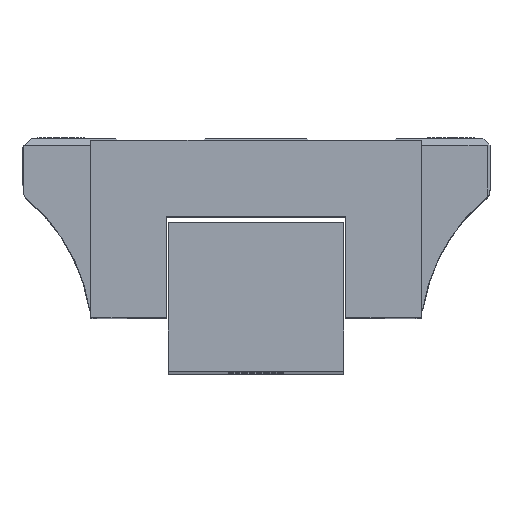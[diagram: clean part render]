
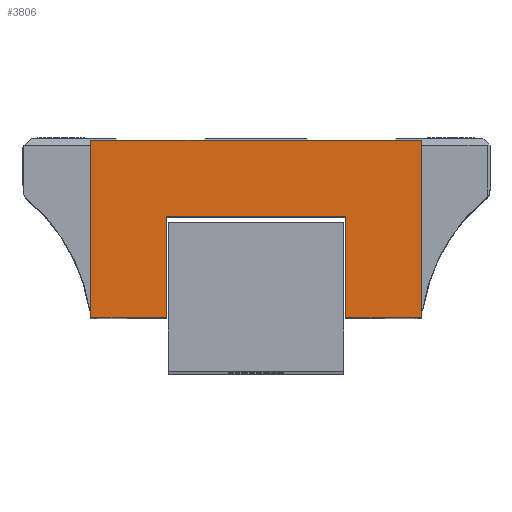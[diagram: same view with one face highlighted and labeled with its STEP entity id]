
A CAD part, top view. The second image highlights one B-rep face of the part: STEP entity #3806.
In plain terms, the highlighted planar face has unit normal (0, 0, 1).
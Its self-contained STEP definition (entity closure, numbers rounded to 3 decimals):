
#1691=DIRECTION('',(0.,-1.,0.));
#1692=VECTOR('',#1691,45.4);
#1693=CARTESIAN_POINT('',(-42.35,28.4,81.5));
#1694=LINE('',#1693,#1692);
#1695=DIRECTION('',(-1.,0.,0.));
#1696=VECTOR('',#1695,84.7);
#1697=CARTESIAN_POINT('',(42.35,28.4,81.5));
#1698=LINE('',#1697,#1696);
#1699=DIRECTION('',(0.,1.,0.));
#1700=VECTOR('',#1699,45.4);
#1701=CARTESIAN_POINT('',(42.35,-17.,81.5));
#1702=LINE('',#1701,#1700);
#1703=DIRECTION('',(1.,0.,0.));
#1704=VECTOR('',#1703,19.35);
#1705=CARTESIAN_POINT('',(23.,-17.,81.5));
#1706=LINE('',#1705,#1704);
#1707=DIRECTION('',(0.,-1.,0.));
#1708=VECTOR('',#1707,25.8);
#1709=CARTESIAN_POINT('',(23.,8.8,81.5));
#1710=LINE('',#1709,#1708);
#1711=DIRECTION('',(1.,0.,0.));
#1712=VECTOR('',#1711,46.);
#1713=CARTESIAN_POINT('',(-23.,8.8,81.5));
#1714=LINE('',#1713,#1712);
#1715=DIRECTION('',(0.,1.,0.));
#1716=VECTOR('',#1715,25.8);
#1717=CARTESIAN_POINT('',(-23.,-17.,81.5));
#1718=LINE('',#1717,#1716);
#1719=DIRECTION('',(1.,0.,0.));
#1720=VECTOR('',#1719,19.35);
#1721=CARTESIAN_POINT('',(-42.35,-17.,81.5));
#1722=LINE('',#1721,#1720);
#2666=CARTESIAN_POINT('',(-42.35,28.4,81.5));
#2667=CARTESIAN_POINT('',(-42.35,-17.,81.5));
#2668=VERTEX_POINT('',#2666);
#2669=VERTEX_POINT('',#2667);
#2670=CARTESIAN_POINT('',(-23.,-17.,81.5));
#2671=VERTEX_POINT('',#2670);
#2672=CARTESIAN_POINT('',(-23.,8.8,81.5));
#2673=VERTEX_POINT('',#2672);
#2674=CARTESIAN_POINT('',(23.,8.8,81.5));
#2675=CARTESIAN_POINT('',(23.,-17.,81.5));
#2676=VERTEX_POINT('',#2674);
#2677=VERTEX_POINT('',#2675);
#2678=CARTESIAN_POINT('',(42.35,-17.,81.5));
#2679=VERTEX_POINT('',#2678);
#2680=CARTESIAN_POINT('',(42.35,28.4,81.5));
#2681=VERTEX_POINT('',#2680);
#3788=CARTESIAN_POINT('',(0.,0.,81.5));
#3789=DIRECTION('',(0.,0.,1.));
#3790=DIRECTION('',(1.,0.,0.));
#3791=AXIS2_PLACEMENT_3D('',#3788,#3789,#3790);
#3792=PLANE('',#3791);
#3794=ORIENTED_EDGE('',*,*,#3793,.F.);
#3796=ORIENTED_EDGE('',*,*,#3795,.F.);
#3798=ORIENTED_EDGE('',*,*,#3797,.F.);
#3799=ORIENTED_EDGE('',*,*,#3439,.F.);
#3800=ORIENTED_EDGE('',*,*,#3614,.F.);
#3801=ORIENTED_EDGE('',*,*,#3782,.F.);
#3802=ORIENTED_EDGE('',*,*,#3574,.F.);
#3803=ORIENTED_EDGE('',*,*,#3513,.F.);
#3804=EDGE_LOOP('',(#3794,#3796,#3798,#3799,#3800,#3801,#3802,#3803));
#3805=FACE_OUTER_BOUND('',#3804,.F.);
#3806=ADVANCED_FACE('',(#3805),#3792,.T.);
#3439=EDGE_CURVE('',#2677,#2679,#1706,.T.);
#3513=EDGE_CURVE('',#2669,#2671,#1722,.T.);
#3574=EDGE_CURVE('',#2671,#2673,#1718,.T.);
#3614=EDGE_CURVE('',#2676,#2677,#1710,.T.);
#3782=EDGE_CURVE('',#2673,#2676,#1714,.T.);
#3793=EDGE_CURVE('',#2668,#2669,#1694,.T.);
#3795=EDGE_CURVE('',#2681,#2668,#1698,.T.);
#3797=EDGE_CURVE('',#2679,#2681,#1702,.T.);
